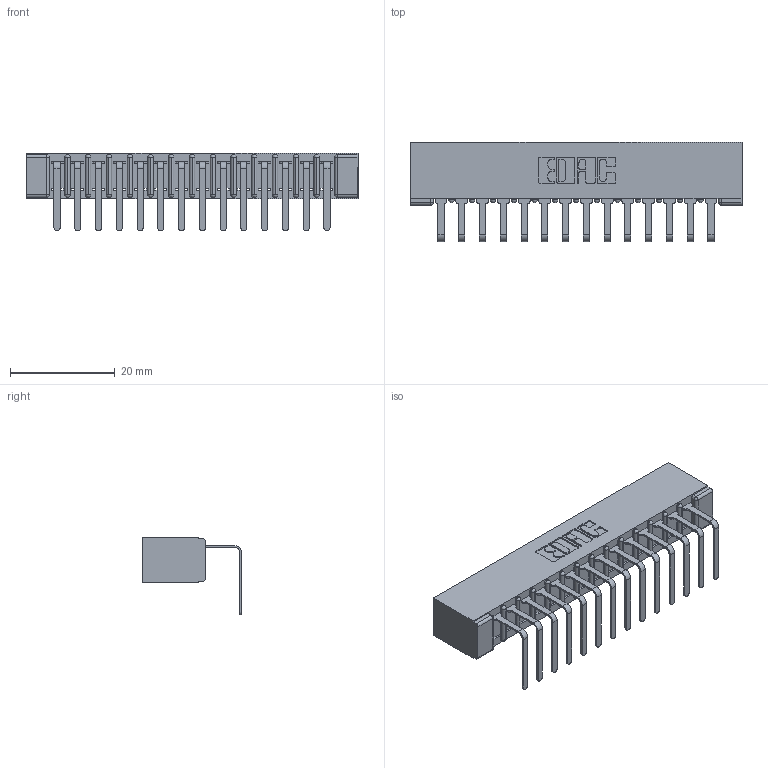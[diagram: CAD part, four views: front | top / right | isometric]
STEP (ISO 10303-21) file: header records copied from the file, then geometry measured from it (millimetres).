
FILE_DESCRIPTION (( 'STEP AP203' ), '1' );
FILE_NAME ('307-014-558-101.STEP', '2019-09-04T12:37:26', ( '' ), ( '' ), 'SwSTEP 2.0', 'SolidWorks 2016', '' );
FILE_SCHEMA (( 'CONFIG_CONTROL_DESIGN' ));
Length unit declared in the file: inch
Products named in the file (3): 307-290-001_558 - 2 (Single); 307-014-558-101; 307 Part_No Mounting Lugs
Assembly tree (15 placements, depth 2):
  307-014-558-101
    307 Part_No Mounting Lugs
    307-290-001_558 - 2 (Single)  x14
Bounding box: 63.35 x 18.96 x 14.81 mm (x, y, z)
Volume: 4281.6 mm3; surface area: 7034 mm2
Topology: 15 solids, 15 shells, 965 faces, 2735 edges, 1762 vertices
Faces by surface type: plane 612, cylinder 323, sphere 30
Entity records: 15280 total; most frequent: CARTESIAN_POINT 2564, ORIENTED_EDGE 2550, DIRECTION 2509, EDGE_CURVE 1275, VECTOR 967, LINE 967, VERTEX_POINT 826, AXIS2_PLACEMENT_3D 771
